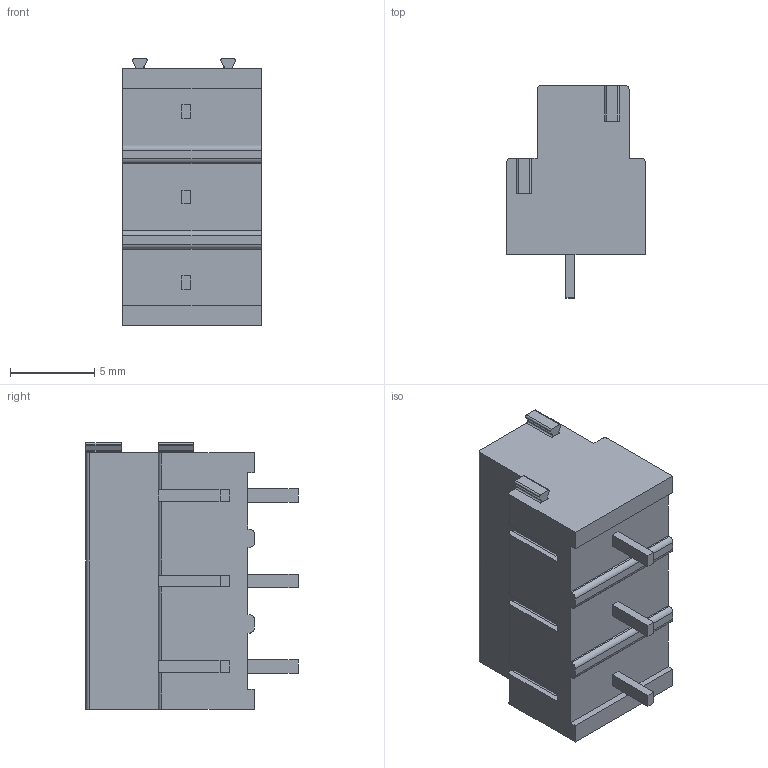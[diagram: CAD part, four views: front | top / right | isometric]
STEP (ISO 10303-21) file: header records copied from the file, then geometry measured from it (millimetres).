
FILE_DESCRIPTION(('STEP AP242'),'1');
FILE_NAME('1776119-3.stp','2020-09-26T01:00:04',('TraceParts'),('TraceParts S.A.'),'Spatial InterOp 3D',' ',' ');
FILE_SCHEMA(('AP242_MANAGED_MODEL_BASED_3D_ENGINEERING_MIM_LF {1 0 10303 442 1 1 4}'));
Length unit declared in the file: millimetre
Products named in the file (1): 1776119-3
Bounding box: 8.2 x 12.6 x 15.84 mm (x, y, z)
Volume: 918.1 mm3; surface area: 963.3 mm2
Topology: 1 solids, 1 shells, 210 faces, 561 edges, 368 vertices
Faces by surface type: plane 131, cylinder 67, torus 12
Entity records: 6632 total; most frequent: CARTESIAN_POINT 1248, DIRECTION 1123, ORIENTED_EDGE 1122, EDGE_CURVE 561, LINE 397, VECTOR 397, VERTEX_POINT 368, AXIS2_PLACEMENT_3D 363
